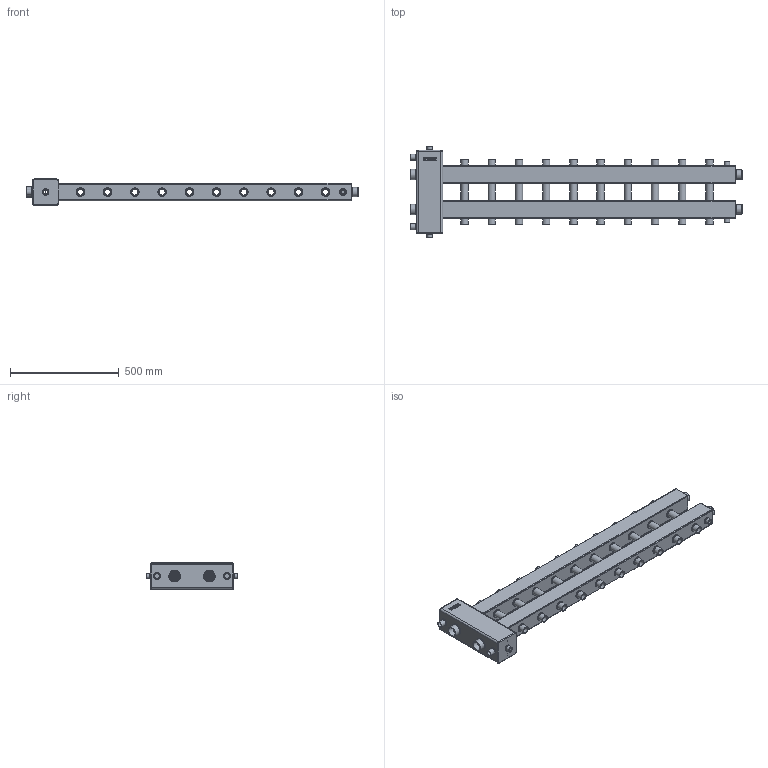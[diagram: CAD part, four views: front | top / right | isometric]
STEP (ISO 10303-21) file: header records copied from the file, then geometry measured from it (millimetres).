
FILE_DESCRIPTION(('STEP AP203'), '1');
FILE_NAME('BMSS-150-11DU.10', '', ('UNSPECIFIED'), ('UNSPECIFIED'), 'ASCON STEP Converter 1.6', 'ASCON Math Kernel', '');
FILE_SCHEMA(('CONFIG_CONTROL_DESIGN'));
Length unit declared in the file: millimetre
Bounding box: 1524 x 421 x 120.55 mm (x, y, z)
Volume: 3120735.7 mm3; surface area: 2525773.2 mm2
Topology: 1 solids, 1 shells, 982 faces, 2454 edges, 1576 vertices
Faces by surface type: cylinder 387, plane 242, bspline 171, cone 116, torus 66
Full cylindrical faces by diameter (mm): 7.5 x210, 17.071 x4, 22 x2, 24 x4, 25 x6, 26.8 x2, 27.5 x20, 30 x20, 33.5 x40, 34 x20, 36.3 x2, 40 x2, 42 x2, 42.3 x2, 46 x2, 48 x2, 72 x2
Entity records: 39974 total; most frequent: CARTESIAN_POINT 10182, DIRECTION 4058, ORIENTED_EDGE 3892, EDGE_LOOP 2116, EDGE_CURVE 1946, AXIS2_PLACEMENT_3D 1784, VERTEX_POINT 1576, FACE_BOUND 1136
